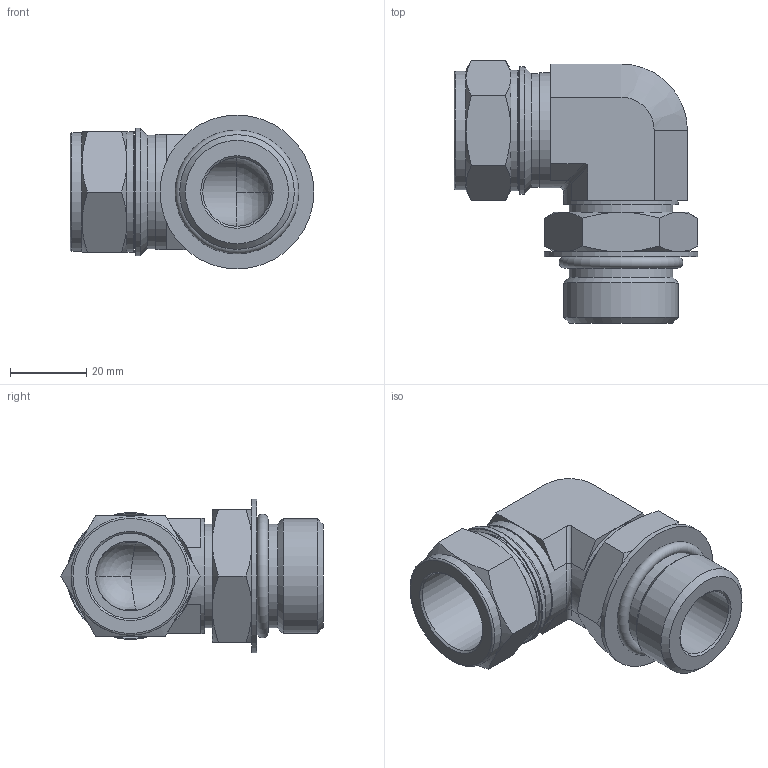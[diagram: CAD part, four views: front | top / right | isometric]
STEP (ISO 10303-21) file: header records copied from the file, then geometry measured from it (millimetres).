
FILE_DESCRIPTION(/* description */ (''),/* implementation_level */ '2;1');
FILE_NAME(/* name */ 'SPMEI-14-14U.stp',/* time_stamp */ '2022-06-02T08:14:25+09:00',/* author */ ('user'),/* organization */ (''),/* preprocessor_version */ 'ST-DEVELOPER v18.1',/* originating_system */ 'Autodesk Inventor 2022',/* authorisation */ '');
FILE_SCHEMA (('AUTOMOTIVE_DESIGN { 1 0 10303 214 3 1 1 }'));
Length unit declared in the file: millimetre
Products named in the file (1): SPME-14-14U
Bounding box: 64.02 x 68.9 x 40.4 mm (x, y, z)
Volume: 46961.1 mm3; surface area: 19578.8 mm2
Topology: 1 solids, 1 shells, 97 faces, 213 edges, 125 vertices
Faces by surface type: plane 43, cone 30, cylinder 18, torus 3, sphere 2, bspline 1
Full cylindrical faces by diameter (mm): 18 x1, 18.3 x1, 22.4 x1, 26.8 x1, 27.2 x3, 28.58 x1, 29.9 x1, 30.12 x1, 30.2 x2, 31.2 x1, 31.7 x1, 33.4 x1, 40.4 x1
Entity records: 2695 total; most frequent: CARTESIAN_POINT 607, DIRECTION 444, ORIENTED_EDGE 422, EDGE_CURVE 211, AXIS2_PLACEMENT_3D 182, VERTEX_POINT 125, EDGE_LOOP 108, FACE_OUTER_BOUND 97
